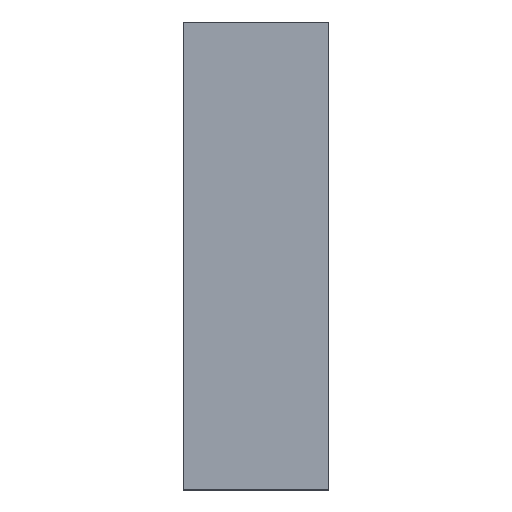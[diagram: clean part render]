
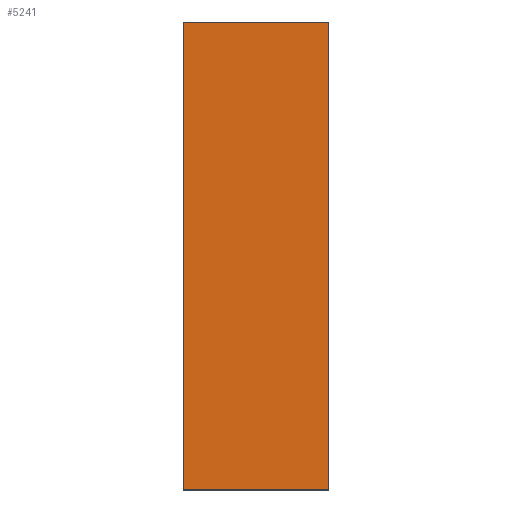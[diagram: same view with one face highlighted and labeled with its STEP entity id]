
A CAD part, left-side view. The second image highlights one B-rep face of the part: STEP entity #5241.
In plain terms, the highlighted planar face has unit normal (-1, 0, 0).
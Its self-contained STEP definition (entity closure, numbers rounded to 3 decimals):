
#61 = VECTOR ( 'NONE', #3632, 1000. ) ;
#229 = VERTEX_POINT ( 'NONE', #1379 ) ;
#416 = ORIENTED_EDGE ( 'NONE', *, *, #7556, .T. ) ;
#552 = EDGE_CURVE ( 'NONE', #1555, #229, #3104, .T. ) ;
#744 = EDGE_CURVE ( 'NONE', #1693, #3211, #8776, .T. ) ;
#1336 = LINE ( 'NONE', #3656, #3146 ) ;
#1379 = CARTESIAN_POINT ( 'NONE',  ( -2.6, 1.18, 1.9 ) ) ;
#1555 = VERTEX_POINT ( 'NONE', #2972 ) ;
#1693 = VERTEX_POINT ( 'NONE', #3281 ) ;
#2128 = VECTOR ( 'NONE', #7502, 1000. ) ;
#2248 = CARTESIAN_POINT ( 'NONE',  ( -2.6, 0., 1.9 ) ) ;
#2783 = ORIENTED_EDGE ( 'NONE', *, *, #8451, .F. ) ;
#2972 = CARTESIAN_POINT ( 'NONE',  ( -2.6, 1.18, -1.9 ) ) ;
#3104 = LINE ( 'NONE', #8627, #61 ) ;
#3116 = AXIS2_PLACEMENT_3D ( 'NONE', #3454, #7065, #5615 ) ;
#3146 = VECTOR ( 'NONE', #8525, 1000. ) ;
#3161 = CARTESIAN_POINT ( 'NONE',  ( -2.6, 8.8, -1.9 ) ) ;
#3211 = VERTEX_POINT ( 'NONE', #7132 ) ;
#3281 = CARTESIAN_POINT ( 'NONE',  ( -2.6, 0., -1.9 ) ) ;
#3454 = CARTESIAN_POINT ( 'NONE',  ( -2.6, 8.8, 1.9 ) ) ;
#3632 = DIRECTION ( 'NONE',  ( 0., 0., 1. ) ) ;
#3656 = CARTESIAN_POINT ( 'NONE',  ( -2.6, 8.8, 1.9 ) ) ;
#4212 = VECTOR ( 'NONE', #5776, 1000. ) ;
#4249 = LINE ( 'NONE', #3161, #2128 ) ;
#5053 = ORIENTED_EDGE ( 'NONE', *, *, #744, .T. ) ;
#5241 = ADVANCED_FACE ( 'NONE', ( #5283 ), #6366, .F. ) ;
#5283 = FACE_OUTER_BOUND ( 'NONE', #7303, .T. ) ;
#5615 = DIRECTION ( 'NONE',  ( 0., 0., -1. ) ) ;
#5776 = DIRECTION ( 'NONE',  ( 0., 0., 1. ) ) ;
#6366 = PLANE ( 'NONE',  #3116 ) ;
#7065 = DIRECTION ( 'NONE',  ( 1., 0., 0. ) ) ;
#7132 = CARTESIAN_POINT ( 'NONE',  ( -2.6, 0., 1.9 ) ) ;
#7303 = EDGE_LOOP ( 'NONE', ( #9114, #416, #5053, #2783 ) ) ;
#7502 = DIRECTION ( 'NONE',  ( 0., -1., 0. ) ) ;
#7556 = EDGE_CURVE ( 'NONE', #1555, #1693, #4249, .T. ) ;
#8451 = EDGE_CURVE ( 'NONE', #229, #3211, #1336, .T. ) ;
#8525 = DIRECTION ( 'NONE',  ( 0., -1., 0. ) ) ;
#8627 = CARTESIAN_POINT ( 'NONE',  ( -2.6, 1.18, 1.9 ) ) ;
#8776 = LINE ( 'NONE', #2248, #4212 ) ;
#9114 = ORIENTED_EDGE ( 'NONE', *, *, #552, .F. ) ;
